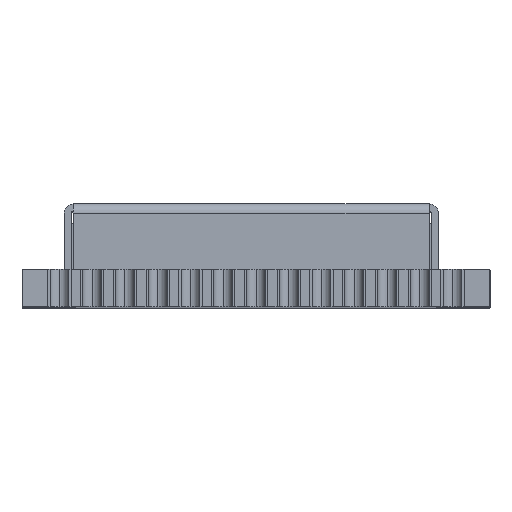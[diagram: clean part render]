
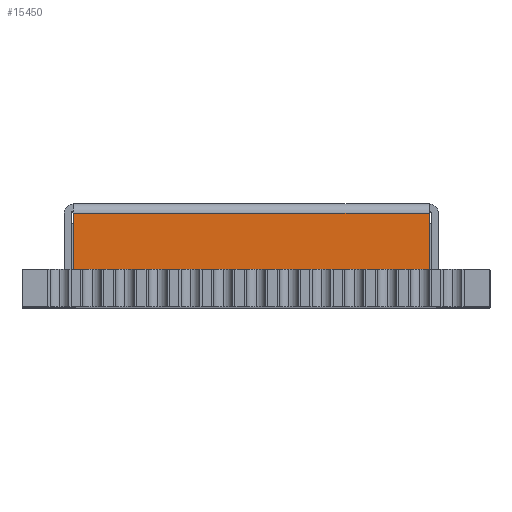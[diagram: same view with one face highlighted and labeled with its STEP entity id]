
A CAD part, top view. The second image highlights one B-rep face of the part: STEP entity #15450.
In plain terms, the highlighted planar face has unit normal (0, 0, 1).
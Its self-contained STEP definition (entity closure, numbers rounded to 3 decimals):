
#642 = CARTESIAN_POINT ( 'NONE',  ( -3.9, 0.8, 7. ) ) ;
#1221 = FACE_OUTER_BOUND ( 'NONE', #6711, .T. ) ;
#1238 = LINE ( 'NONE', #13629, #8429 ) ;
#1356 = AXIS2_PLACEMENT_3D ( 'NONE', #18430, #9855, #21776 ) ;
#3488 = LINE ( 'NONE', #21737, #6148 ) ;
#4014 = ORIENTED_EDGE ( 'NONE', *, *, #21499, .T. ) ;
#5120 = CARTESIAN_POINT ( 'NONE',  ( 3.7, 2., 7. ) ) ;
#5893 = VERTEX_POINT ( 'NONE', #642 ) ;
#6148 = VECTOR ( 'NONE', #15314, 1000. ) ;
#6711 = EDGE_LOOP ( 'NONE', ( #4014, #9097, #8463, #10919 ) ) ;
#7768 = VECTOR ( 'NONE', #16338, 1000. ) ;
#7875 = DIRECTION ( 'NONE',  ( 1., 0., 0. ) ) ;
#8429 = VECTOR ( 'NONE', #17060, 1000. ) ;
#8463 = ORIENTED_EDGE ( 'NONE', *, *, #10861, .T. ) ;
#8557 = LINE ( 'NONE', #16492, #7768 ) ;
#9061 = VERTEX_POINT ( 'NONE', #14070 ) ;
#9097 = ORIENTED_EDGE ( 'NONE', *, *, #10664, .T. ) ;
#9855 = DIRECTION ( 'NONE',  ( 0., 0., -1. ) ) ;
#10664 = EDGE_CURVE ( 'NONE', #14927, #5893, #3488, .T. ) ;
#10861 = EDGE_CURVE ( 'NONE', #5893, #9061, #16296, .T. ) ;
#10919 = ORIENTED_EDGE ( 'NONE', *, *, #12835, .T. ) ;
#11326 = CARTESIAN_POINT ( 'NONE',  ( 0., 0.8, 7. ) ) ;
#11784 = VECTOR ( 'NONE', #7875, 1000. ) ;
#12835 = EDGE_CURVE ( 'NONE', #9061, #13819, #1238, .T. ) ;
#13629 = CARTESIAN_POINT ( 'NONE',  ( 3.7, 18.327, 7. ) ) ;
#13819 = VERTEX_POINT ( 'NONE', #5120 ) ;
#14070 = CARTESIAN_POINT ( 'NONE',  ( 3.7, 0.8, 7. ) ) ;
#14927 = VERTEX_POINT ( 'NONE', #16875 ) ;
#15314 = DIRECTION ( 'NONE',  ( 0., -1., 0. ) ) ;
#15450 = ADVANCED_FACE ( 'NONE', ( #1221 ), #20061, .F. ) ;
#16296 = LINE ( 'NONE', #11326, #11784 ) ;
#16338 = DIRECTION ( 'NONE',  ( -1., 0., 0. ) ) ;
#16492 = CARTESIAN_POINT ( 'NONE',  ( -4.1, 2., 7. ) ) ;
#16875 = CARTESIAN_POINT ( 'NONE',  ( -3.9, 2., 7. ) ) ;
#17060 = DIRECTION ( 'NONE',  ( 0., 1., 0. ) ) ;
#18430 = CARTESIAN_POINT ( 'NONE',  ( 0., 18.327, 7. ) ) ;
#20061 = PLANE ( 'NONE',  #1356 ) ;
#21499 = EDGE_CURVE ( 'NONE', #13819, #14927, #8557, .T. ) ;
#21737 = CARTESIAN_POINT ( 'NONE',  ( -3.9, 0.8, 7. ) ) ;
#21776 = DIRECTION ( 'NONE',  ( -1., 0., 0. ) ) ;
